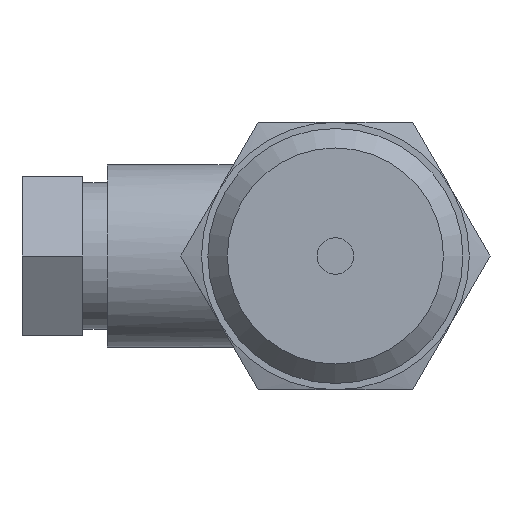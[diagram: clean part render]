
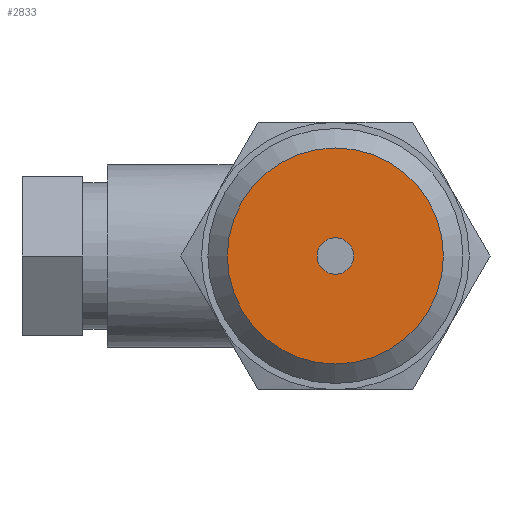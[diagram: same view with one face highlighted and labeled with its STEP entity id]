
A CAD part, front view. The second image highlights one B-rep face of the part: STEP entity #2833.
In plain terms, the highlighted planar face has unit normal (0, -1, 0).
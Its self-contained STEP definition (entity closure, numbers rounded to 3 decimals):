
#42=FACE_BOUND('',#1045,.T.);
#700=PLANE('',#3134);
#863=FACE_OUTER_BOUND('',#1044,.T.);
#1044=EDGE_LOOP('',(#2655));
#1045=EDGE_LOOP('',(#2656,#2657));
#1158=CIRCLE('',#3125,1.5);
#1159=CIRCLE('',#3126,1.5);
#1162=CIRCLE('',#3131,8.878);
#1443=VERTEX_POINT('',#4845);
#1444=VERTEX_POINT('',#4846);
#1447=VERTEX_POINT('',#4856);
#1843=EDGE_CURVE('',#1443,#1444,#1158,.T.);
#1844=EDGE_CURVE('',#1444,#1443,#1159,.T.);
#1848=EDGE_CURVE('',#1447,#1447,#1162,.T.);
#2655=ORIENTED_EDGE('',*,*,#1848,.F.);
#2656=ORIENTED_EDGE('',*,*,#1843,.T.);
#2657=ORIENTED_EDGE('',*,*,#1844,.T.);
#2833=ADVANCED_FACE('',(#863,#42),#700,.F.);
#3125=AXIS2_PLACEMENT_3D('',#4847,#3932,#3933);
#3126=AXIS2_PLACEMENT_3D('',#4848,#3934,#3935);
#3131=AXIS2_PLACEMENT_3D('',#4857,#3945,#3946);
#3134=AXIS2_PLACEMENT_3D('',#4863,#3953,#3954);
#3932=DIRECTION('center_axis',(0.,1.,0.));
#3933=DIRECTION('ref_axis',(1.,0.,0.));
#3934=DIRECTION('center_axis',(0.,1.,0.));
#3935=DIRECTION('ref_axis',(1.,0.,0.));
#3945=DIRECTION('center_axis',(0.,1.,0.));
#3946=DIRECTION('ref_axis',(1.,0.,0.));
#3953=DIRECTION('center_axis',(0.,1.,0.));
#3954=DIRECTION('ref_axis',(0.,0.,1.));
#4845=CARTESIAN_POINT('',(1.5,0.,0.));
#4846=CARTESIAN_POINT('',(-1.5,0.,0.));
#4847=CARTESIAN_POINT('Origin',(0.,0.,0.));
#4848=CARTESIAN_POINT('Origin',(0.,0.,0.));
#4856=CARTESIAN_POINT('',(-8.878,0.,0.));
#4857=CARTESIAN_POINT('Origin',(0.,0.,0.));
#4863=CARTESIAN_POINT('Origin',(0.,0.,0.));
